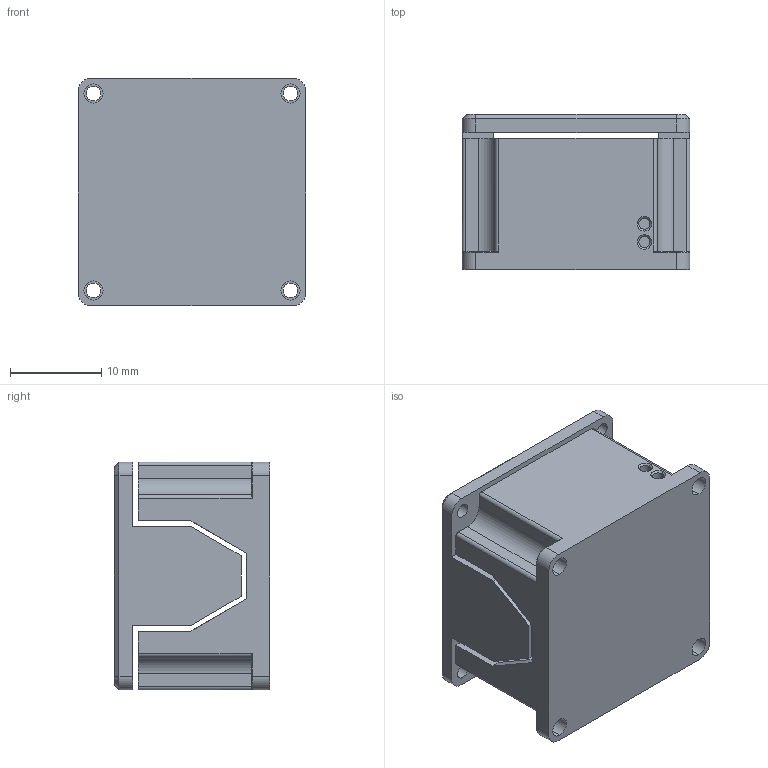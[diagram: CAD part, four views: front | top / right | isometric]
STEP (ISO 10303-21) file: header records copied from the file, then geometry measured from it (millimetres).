
FILE_DESCRIPTION (( 'STEP AP214' ), '1' );
FILE_NAME ('Linear25-Pro-X_web - EndUser.STEP', '2021-09-17T04:54:42', ( '' ), ( '' ), 'SwSTEP 2.0', 'SolidWorks 2020', '' );
FILE_SCHEMA (( 'AUTOMOTIVE_DESIGN' ));
Length unit declared in the file: millimetre
Products named in the file (3): 葩璃 翋极_拸渀釱_X-Z^Linear25-Pro-X_web - EndUser; Linear25-Pro-X_web - EndUser; 葩璃 怢醱^Linear25-Pro-X_web - EndUser
Assembly tree (2 placements, depth 2):
  Linear25-Pro-X_web - EndUser
    葩璃 翋极_拸渀釱_X-Z^Linear25-Pro-X_web - EndUser
    葩璃 怢醱^Linear25-Pro-X_web - EndUser
Bounding box: 25 x 17.02 x 25 mm (x, y, z)
Volume: 4606 mm3; surface area: 5484.9 mm2
Topology: 2 solids, 2 shells, 746 faces, 1990 edges, 1302 vertices
Faces by surface type: plane 412, bspline 190, cylinder 84, cone 60
Entity records: 31996 total; most frequent: CARTESIAN_POINT 14025, ORIENTED_EDGE 3972, DIRECTION 2940, EDGE_CURVE 1986, LINE 1370, VECTOR 1370, VERTEX_POINT 1302, EDGE_LOOP 848
